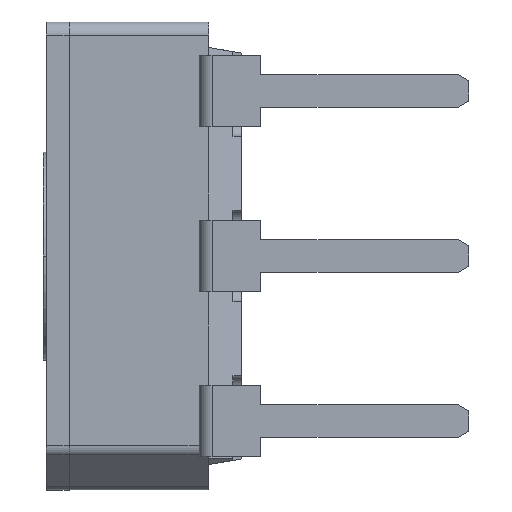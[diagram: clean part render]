
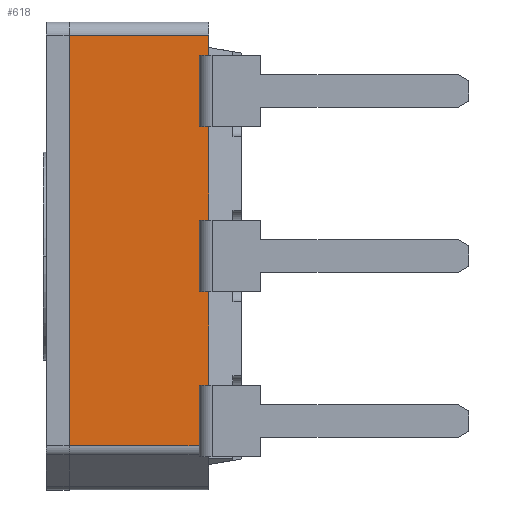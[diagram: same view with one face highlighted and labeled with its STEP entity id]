
A CAD part, left-side view. The second image highlights one B-rep face of the part: STEP entity #618.
In plain terms, the highlighted planar face has unit normal (-1, 0, 0).
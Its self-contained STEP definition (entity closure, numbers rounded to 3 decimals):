
#91 = VERTEX_POINT ( 'NONE', #5197 ) ;
#618 = ADVANCED_FACE ( 'NONE', ( #3458 ), #8040, .T. ) ;
#917 = LINE ( 'NONE', #18143, #17618 ) ;
#1169 = CARTESIAN_POINT ( 'NONE',  ( -3.6, 0.651, 1.995 ) ) ;
#1265 = ORIENTED_EDGE ( 'NONE', *, *, #14595, .F. ) ;
#2850 = AXIS2_PLACEMENT_3D ( 'NONE', #21475, #6964, #37510 ) ;
#3065 = VERTEX_POINT ( 'NONE', #13012 ) ;
#3443 = VECTOR ( 'NONE', #9301, 1000. ) ;
#3458 = FACE_OUTER_BOUND ( 'NONE', #17561, .T. ) ;
#4235 = VERTEX_POINT ( 'NONE', #26444 ) ;
#4289 = EDGE_CURVE ( 'NONE', #6575, #10328, #917, .T. ) ;
#4455 = VERTEX_POINT ( 'NONE', #1169 ) ;
#4473 = VECTOR ( 'NONE', #29629, 1000. ) ;
#4644 = EDGE_CURVE ( 'NONE', #24827, #4235, #22764, .T. ) ;
#5197 = CARTESIAN_POINT ( 'NONE',  ( -3.6, 0.651, 3.09 ) ) ;
#5636 = EDGE_CURVE ( 'NONE', #4455, #10328, #36077, .T. ) ;
#6575 = VERTEX_POINT ( 'NONE', #10301 ) ;
#6600 = LINE ( 'NONE', #35829, #20494 ) ;
#6964 = DIRECTION ( 'NONE',  ( -1., 0., 0. ) ) ;
#7204 = ORIENTED_EDGE ( 'NONE', *, *, #35024, .T. ) ;
#7702 = DIRECTION ( 'NONE',  ( 0., -1., 0. ) ) ;
#7819 = CARTESIAN_POINT ( 'NONE',  ( -3.6, 0.501, 3.09 ) ) ;
#7880 = LINE ( 'NONE', #7819, #27784 ) ;
#8040 = PLANE ( 'NONE',  #2850 ) ;
#8583 = CARTESIAN_POINT ( 'NONE',  ( -3.6, 0.501, -1.991 ) ) ;
#8593 = CARTESIAN_POINT ( 'NONE',  ( -3.6, 0.651, -0.55 ) ) ;
#8660 = EDGE_CURVE ( 'NONE', #24590, #32324, #28840, .T. ) ;
#9181 = CARTESIAN_POINT ( 'NONE',  ( -3.6, 2.65, -3.511 ) ) ;
#9238 = VECTOR ( 'NONE', #14779, 1000. ) ;
#9301 = DIRECTION ( 'NONE',  ( 0., 0., 1. ) ) ;
#9600 = VERTEX_POINT ( 'NONE', #8583 ) ;
#10301 = CARTESIAN_POINT ( 'NONE',  ( -3.6, 0.501, 0.55 ) ) ;
#10328 = VERTEX_POINT ( 'NONE', #32609 ) ;
#10484 = LINE ( 'NONE', #12002, #4473 ) ;
#10614 = LINE ( 'NONE', #12413, #33290 ) ;
#11553 = CARTESIAN_POINT ( 'NONE',  ( -3.6, 0.651, 0.55 ) ) ;
#12002 = CARTESIAN_POINT ( 'NONE',  ( -3.6, 0.501, 0.55 ) ) ;
#12413 = CARTESIAN_POINT ( 'NONE',  ( -3.6, 0.501, 157.48 ) ) ;
#12710 = DIRECTION ( 'NONE',  ( 0., 0., 1. ) ) ;
#12792 = LINE ( 'NONE', #32270, #33187 ) ;
#12955 = ORIENTED_EDGE ( 'NONE', *, *, #5636, .F. ) ;
#13012 = CARTESIAN_POINT ( 'NONE',  ( -3.6, 0.501, -0.55 ) ) ;
#13290 = VECTOR ( 'NONE', #16774, 1000. ) ;
#13489 = DIRECTION ( 'NONE',  ( 0., 0., 1. ) ) ;
#13520 = EDGE_CURVE ( 'NONE', #24827, #32324, #26831, .T. ) ;
#13672 = ORIENTED_EDGE ( 'NONE', *, *, #8660, .T. ) ;
#13887 = VECTOR ( 'NONE', #15861, 1000. ) ;
#14595 = EDGE_CURVE ( 'NONE', #6575, #21727, #10484, .T. ) ;
#14779 = DIRECTION ( 'NONE',  ( 0., -1., 0. ) ) ;
#14809 = CARTESIAN_POINT ( 'NONE',  ( -3.6, 0.501, 3.4 ) ) ;
#14847 = EDGE_CURVE ( 'NONE', #4455, #91, #35013, .T. ) ;
#15126 = VERTEX_POINT ( 'NONE', #14809 ) ;
#15647 = ORIENTED_EDGE ( 'NONE', *, *, #31338, .T. ) ;
#15741 = CARTESIAN_POINT ( 'NONE',  ( -3.6, 0.501, 157.48 ) ) ;
#15798 = VECTOR ( 'NONE', #13489, 1000. ) ;
#15815 = VERTEX_POINT ( 'NONE', #30709 ) ;
#15861 = DIRECTION ( 'NONE',  ( 0., 1., 0. ) ) ;
#15979 = VECTOR ( 'NONE', #31183, 1000. ) ;
#16290 = EDGE_CURVE ( 'NONE', #9600, #3065, #21493, .T. ) ;
#16372 = CARTESIAN_POINT ( 'NONE',  ( -3.6, 0.501, 1.995 ) ) ;
#16499 = ORIENTED_EDGE ( 'NONE', *, *, #4289, .T. ) ;
#16774 = DIRECTION ( 'NONE',  ( 0., 1., 0. ) ) ;
#17313 = VERTEX_POINT ( 'NONE', #8593 ) ;
#17354 = EDGE_CURVE ( 'NONE', #17313, #3065, #30081, .T. ) ;
#17561 = EDGE_LOOP ( 'NONE', ( #7204, #15647, #13672, #27424, #25730, #29274, #22185, #30692, #36845, #1265, #16499, #12955, #21598, #26415 ) ) ;
#17618 = VECTOR ( 'NONE', #12710, 1000. ) ;
#18143 = CARTESIAN_POINT ( 'NONE',  ( -3.6, 0.501, 157.48 ) ) ;
#18450 = VECTOR ( 'NONE', #7702, 1000. ) ;
#20127 = CARTESIAN_POINT ( 'NONE',  ( -3.6, 0.501, -1.99 ) ) ;
#20494 = VECTOR ( 'NONE', #21185, 1000. ) ;
#20942 = VECTOR ( 'NONE', #24319, 1000. ) ;
#21067 = DIRECTION ( 'NONE',  ( 0., 0., 1. ) ) ;
#21150 = LINE ( 'NONE', #20127, #13290 ) ;
#21185 = DIRECTION ( 'NONE',  ( 0., 1., 0. ) ) ;
#21475 = CARTESIAN_POINT ( 'NONE',  ( -3.6, -3.499, 3.4 ) ) ;
#21493 = LINE ( 'NONE', #15741, #3443 ) ;
#21598 = ORIENTED_EDGE ( 'NONE', *, *, #14847, .T. ) ;
#21727 = VERTEX_POINT ( 'NONE', #11553 ) ;
#21746 = EDGE_CURVE ( 'NONE', #17313, #21727, #12792, .T. ) ;
#22185 = ORIENTED_EDGE ( 'NONE', *, *, #16290, .T. ) ;
#22214 = CARTESIAN_POINT ( 'NONE',  ( -3.6, 0.651, 147.32 ) ) ;
#22764 = LINE ( 'NONE', #31241, #15798 ) ;
#24319 = DIRECTION ( 'NONE',  ( 0., 0., -1. ) ) ;
#24552 = EDGE_CURVE ( 'NONE', #15815, #91, #7880, .T. ) ;
#24590 = VERTEX_POINT ( 'NONE', #34378 ) ;
#24827 = VERTEX_POINT ( 'NONE', #26947 ) ;
#25730 = ORIENTED_EDGE ( 'NONE', *, *, #4644, .T. ) ;
#26415 = ORIENTED_EDGE ( 'NONE', *, *, #24552, .F. ) ;
#26444 = CARTESIAN_POINT ( 'NONE',  ( -3.6, 0.651, -1.99 ) ) ;
#26831 = LINE ( 'NONE', #33757, #13887 ) ;
#26947 = CARTESIAN_POINT ( 'NONE',  ( -3.6, 0.651, -2.917 ) ) ;
#27424 = ORIENTED_EDGE ( 'NONE', *, *, #13520, .F. ) ;
#27784 = VECTOR ( 'NONE', #28280, 1000. ) ;
#28280 = DIRECTION ( 'NONE',  ( 0., 1., 0. ) ) ;
#28840 = LINE ( 'NONE', #9181, #20942 ) ;
#29274 = ORIENTED_EDGE ( 'NONE', *, *, #30187, .F. ) ;
#29552 = DIRECTION ( 'NONE',  ( 0., 0., 1. ) ) ;
#29629 = DIRECTION ( 'NONE',  ( 0., 1., 0. ) ) ;
#30081 = LINE ( 'NONE', #32145, #9238 ) ;
#30187 = EDGE_CURVE ( 'NONE', #9600, #4235, #21150, .T. ) ;
#30692 = ORIENTED_EDGE ( 'NONE', *, *, #17354, .F. ) ;
#30709 = CARTESIAN_POINT ( 'NONE',  ( -3.6, 0.501, 3.09 ) ) ;
#31183 = DIRECTION ( 'NONE',  ( 0., 0., 1. ) ) ;
#31241 = CARTESIAN_POINT ( 'NONE',  ( -3.6, 0.651, 147.32 ) ) ;
#31338 = EDGE_CURVE ( 'NONE', #15126, #24590, #6600, .T. ) ;
#32145 = CARTESIAN_POINT ( 'NONE',  ( -3.6, 0.501, -0.55 ) ) ;
#32270 = CARTESIAN_POINT ( 'NONE',  ( -3.6, 0.651, 147.32 ) ) ;
#32324 = VERTEX_POINT ( 'NONE', #32399 ) ;
#32399 = CARTESIAN_POINT ( 'NONE',  ( -3.6, 2.65, -2.917 ) ) ;
#32609 = CARTESIAN_POINT ( 'NONE',  ( -3.6, 0.501, 1.995 ) ) ;
#33187 = VECTOR ( 'NONE', #29552, 1000. ) ;
#33290 = VECTOR ( 'NONE', #21067, 1000. ) ;
#33757 = CARTESIAN_POINT ( 'NONE',  ( -3.6, -3.499, -2.917 ) ) ;
#34378 = CARTESIAN_POINT ( 'NONE',  ( -3.6, 2.65, 3.4 ) ) ;
#35013 = LINE ( 'NONE', #22214, #15979 ) ;
#35024 = EDGE_CURVE ( 'NONE', #15815, #15126, #10614, .T. ) ;
#35829 = CARTESIAN_POINT ( 'NONE',  ( -3.6, -3.499, 3.4 ) ) ;
#36077 = LINE ( 'NONE', #16372, #18450 ) ;
#36845 = ORIENTED_EDGE ( 'NONE', *, *, #21746, .T. ) ;
#37510 = DIRECTION ( 'NONE',  ( 0., 0., -1. ) ) ;
